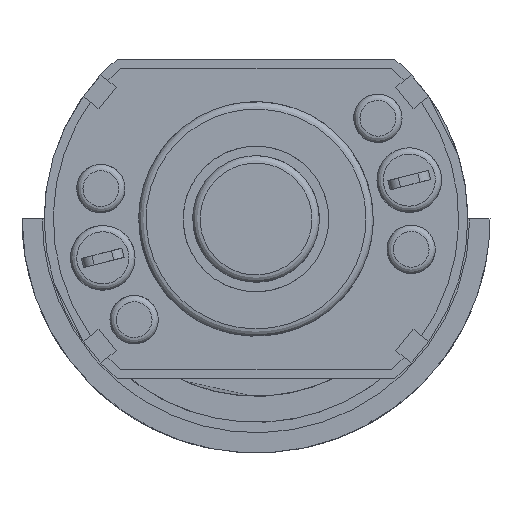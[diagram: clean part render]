
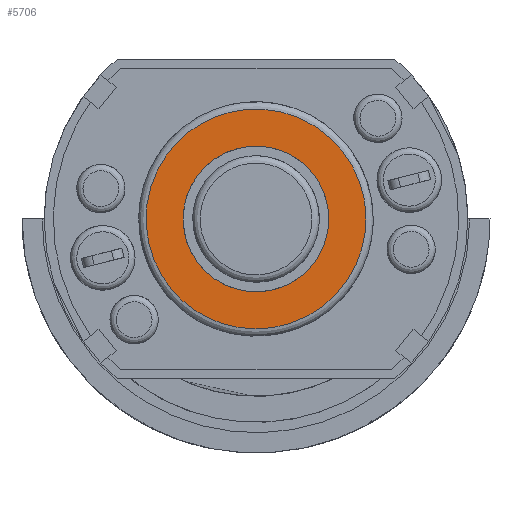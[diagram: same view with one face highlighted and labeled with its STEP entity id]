
A CAD part, front view. The second image highlights one B-rep face of the part: STEP entity #5706.
In plain terms, the highlighted free-form (B-spline) face has degree [1, 1] with [2, 2] control points.
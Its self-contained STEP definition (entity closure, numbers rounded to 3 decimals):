
#4863 = VERTEX_POINT('',#4864);
#4864 = CARTESIAN_POINT('',(-3.753,-45.48,
    0.741));
#4869 = EDGE_CURVE('',#4863,#4863,#4870,.T.);
#4870 = ( BOUNDED_CURVE() B_SPLINE_CURVE(2,(#4871,#4872,#4873,#4874,
#4875,#4876,#4877),.UNSPECIFIED.,.T.,.F.) B_SPLINE_CURVE_WITH_KNOTS((3,2
    ,2,3),(3.142,5.236,7.33,9.425),
.PIECEWISE_BEZIER_KNOTS.) CURVE() GEOMETRIC_REPRESENTATION_ITEM() 
RATIONAL_B_SPLINE_CURVE((1.,0.5,1.,0.5,1.,0.5,1.)) REPRESENTATION_ITEM(
  '') );
#4871 = CARTESIAN_POINT('',(-3.753,-45.48,
    0.741));
#4872 = CARTESIAN_POINT('',(-3.753,-45.48,
    7.242));
#4873 = CARTESIAN_POINT('',(1.877,-45.48,3.992
    ));
#4874 = CARTESIAN_POINT('',(7.507,-45.48,0.741
    ));
#4875 = CARTESIAN_POINT('',(1.877,-45.48,
    -2.509));
#4876 = CARTESIAN_POINT('',(-3.753,-45.48,
    -5.76));
#4877 = CARTESIAN_POINT('',(-3.753,-45.48,
    0.741));
#5609 = EDGE_CURVE('',#5610,#5610,#5612,.T.);
#5610 = VERTEX_POINT('',#5611);
#5611 = CARTESIAN_POINT('',(5.668,-45.48,0.741
    ));
#5612 = ( BOUNDED_CURVE() B_SPLINE_CURVE(2,(#5613,#5614,#5615,#5616,
#5617,#5618,#5619),.UNSPECIFIED.,.T.,.F.) B_SPLINE_CURVE_WITH_KNOTS((1,2
    ,2,2,2,1),(-2.094,0.,2.094,4.189,
6.283,8.378),.UNSPECIFIED.) CURVE() 
GEOMETRIC_REPRESENTATION_ITEM() RATIONAL_B_SPLINE_CURVE((1.,0.5,1.,0.5,
1.,0.5,1.)) REPRESENTATION_ITEM('') );
#5613 = CARTESIAN_POINT('',(5.668,-45.48,0.741
    ));
#5614 = CARTESIAN_POINT('',(5.668,-45.48,
    -9.076));
#5615 = CARTESIAN_POINT('',(-2.834,-45.48,
    -4.167));
#5616 = CARTESIAN_POINT('',(-11.335,-45.48,
    0.741));
#5617 = CARTESIAN_POINT('',(-2.834,-45.48,
    5.65));
#5618 = CARTESIAN_POINT('',(5.668,-45.48,
    10.558));
#5619 = CARTESIAN_POINT('',(5.668,-45.48,0.741
    ));
#5706 = ADVANCED_FACE('',(#5707,#5710),#5713,.T.);
#5707 = FACE_BOUND('',#5708,.T.);
#5708 = EDGE_LOOP('',(#5709));
#5709 = ORIENTED_EDGE('',*,*,#5609,.F.);
#5710 = FACE_BOUND('',#5711,.T.);
#5711 = EDGE_LOOP('',(#5712));
#5712 = ORIENTED_EDGE('',*,*,#4869,.T.);
#5713 = B_SPLINE_SURFACE_WITH_KNOTS('',1,1,(
    (#5714,#5715)
    ,(#5716,#5717
  )),.UNSPECIFIED.,.F.,.F.,.F.,(2,2),(2,2),(-5.285,5.285),(-5.285,5.285)
  ,.PIECEWISE_BEZIER_KNOTS.);
#5714 = CARTESIAN_POINT('',(-5.668,-45.48,
    -4.927));
#5715 = CARTESIAN_POINT('',(-5.668,-45.48,
    6.409));
#5716 = CARTESIAN_POINT('',(5.668,-45.48,
    -4.927));
#5717 = CARTESIAN_POINT('',(5.668,-45.48,6.409
    ));
